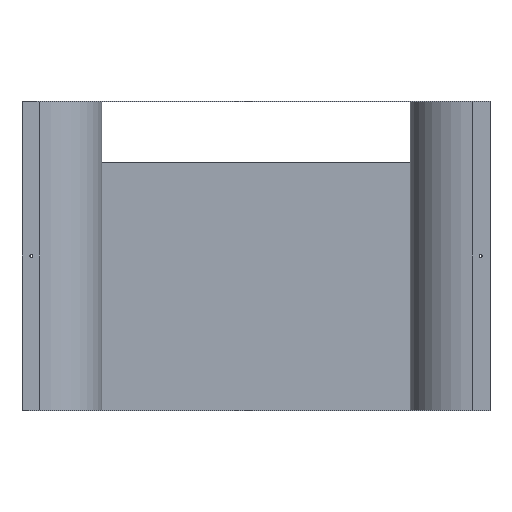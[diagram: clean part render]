
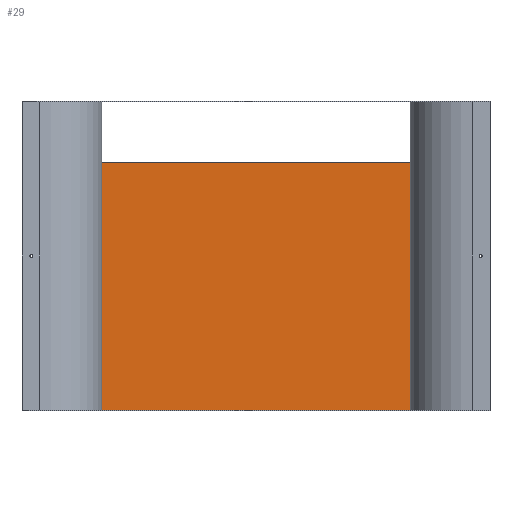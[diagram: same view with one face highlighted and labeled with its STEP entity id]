
A CAD part, front view. The second image highlights one B-rep face of the part: STEP entity #29.
In plain terms, the highlighted planar face has unit normal (0, -1, 0).
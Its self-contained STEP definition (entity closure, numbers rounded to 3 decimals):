
#29 = ADVANCED_FACE ( 'NONE', ( #1872 ), #149, .T. ) ;
#146 = DIRECTION ( 'NONE',  ( 1., 0., 0. ) ) ;
#147 = DIRECTION ( 'NONE',  ( 0., -1., 0. ) ) ;
#149 = PLANE ( 'NONE',  #537 ) ;
#157 = CARTESIAN_POINT ( 'NONE',  ( 0., 168., 0. ) ) ;
#281 = DIRECTION ( 'NONE',  ( 1., 0., 0. ) ) ;
#288 = CARTESIAN_POINT ( 'NONE',  ( 251., 168., -98. ) ) ;
#442 = EDGE_CURVE ( 'NONE', #1161, #1134, #1959, .T. ) ;
#537 = AXIS2_PLACEMENT_3D ( 'NONE', #157, #147, #146 ) ;
#692 = EDGE_CURVE ( 'NONE', #1147, #1134, #1711, .T. ) ;
#719 = EDGE_CURVE ( 'NONE', #1147, #1393, #1754, .T. ) ;
#743 = EDGE_CURVE ( 'NONE', #1393, #1161, #1793, .T. ) ;
#831 = DIRECTION ( 'NONE',  ( 0., 0., 1. ) ) ;
#838 = CARTESIAN_POINT ( 'NONE',  ( 250., 168., -500. ) ) ;
#907 = CARTESIAN_POINT ( 'NONE',  ( 250., 168., -499. ) ) ;
#908 = DIRECTION ( 'NONE',  ( -1., 0., 0. ) ) ;
#964 = CARTESIAN_POINT ( 'NONE',  ( -250., 168., -500. ) ) ;
#965 = DIRECTION ( 'NONE',  ( 0., 0., 1. ) ) ;
#999 = CARTESIAN_POINT ( 'NONE',  ( 250., 168., -98. ) ) ;
#1012 = CARTESIAN_POINT ( 'NONE',  ( 250., 168., -499. ) ) ;
#1026 = CARTESIAN_POINT ( 'NONE',  ( -250., 168., -98. ) ) ;
#1052 = CARTESIAN_POINT ( 'NONE',  ( -250., 168., -499. ) ) ;
#1134 = VERTEX_POINT ( 'NONE', #999 ) ;
#1147 = VERTEX_POINT ( 'NONE', #1012 ) ;
#1161 = VERTEX_POINT ( 'NONE', #1026 ) ;
#1223 = EDGE_LOOP ( 'NONE', ( #1539, #1538, #1537, #1536 ) ) ;
#1393 = VERTEX_POINT ( 'NONE', #1052 ) ;
#1536 = ORIENTED_EDGE ( 'NONE', *, *, #442, .F. ) ;
#1537 = ORIENTED_EDGE ( 'NONE', *, *, #692, .T. ) ;
#1538 = ORIENTED_EDGE ( 'NONE', *, *, #719, .F. ) ;
#1539 = ORIENTED_EDGE ( 'NONE', *, *, #743, .F. ) ;
#1711 = LINE ( 'NONE', #838, #1713 ) ;
#1713 = VECTOR ( 'NONE', #831, 1000. ) ;
#1754 = LINE ( 'NONE', #907, #1757 ) ;
#1757 = VECTOR ( 'NONE', #908, 1000. ) ;
#1793 = LINE ( 'NONE', #964, #1796 ) ;
#1796 = VECTOR ( 'NONE', #965, 1000. ) ;
#1872 = FACE_OUTER_BOUND ( 'NONE', #1223, .T. ) ;
#1959 = LINE ( 'NONE', #288, #1963 ) ;
#1963 = VECTOR ( 'NONE', #281, 1000. ) ;
